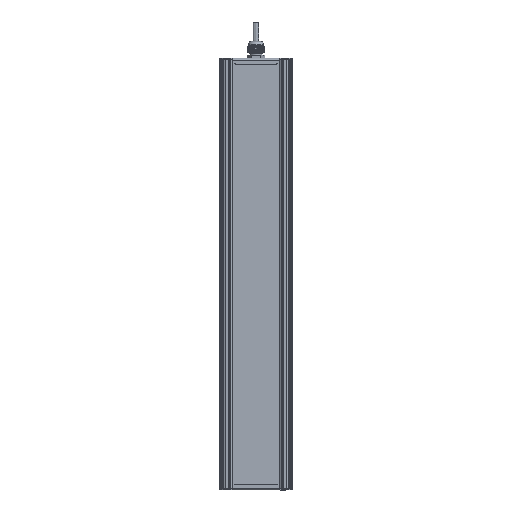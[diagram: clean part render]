
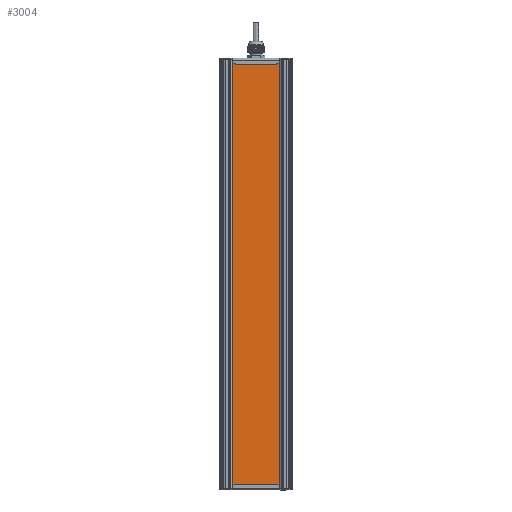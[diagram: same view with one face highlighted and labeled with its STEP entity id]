
A CAD part, front view. The second image highlights one B-rep face of the part: STEP entity #3004.
In plain terms, the highlighted face is planar.
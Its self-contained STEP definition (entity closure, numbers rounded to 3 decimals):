
#3004=ADVANCED_FACE('',(#12000),#12002,.T.);
#12000=FACE_BOUND('',#12001,.T.);
#12001=EDGE_LOOP('',(#37768,#37769,#37770,#37771));
#12002=PLANE('',#12003);
#12003=AXIS2_PLACEMENT_3D('',#12004,#12005,#12006);
#12004=CARTESIAN_POINT('',(120.465,593.492,117.308));
#12005=DIRECTION('',(0.,0.,-1.));
#12006=DIRECTION('',(0.,1.,0.));
#37768=ORIENTED_EDGE('',*,*,#43664,.T.);
#37769=ORIENTED_EDGE('',*,*,#43666,.F.);
#37770=ORIENTED_EDGE('',*,*,#43667,.F.);
#37771=ORIENTED_EDGE('',*,*,#43668,.T.);
#43664=EDGE_CURVE('',#48947,#48945,#48948,.T.);
#43666=EDGE_CURVE('',#48950,#48945,#48951,.T.);
#43667=EDGE_CURVE('',#48952,#48950,#48953,.T.);
#43668=EDGE_CURVE('',#48952,#48947,#48954,.T.);
#48945=VERTEX_POINT('',#67183);
#48947=VERTEX_POINT('',#67187);
#48948=LINE('',#67188,#67189);
#48950=VERTEX_POINT('',#67194);
#48951=LINE('',#67195,#67196);
#48952=VERTEX_POINT('',#67198);
#48953=LINE('',#67199,#67200);
#48954=LINE('',#67202,#67203);
#67183=CARTESIAN_POINT('',(599.465,679.838,117.308));
#67187=CARTESIAN_POINT('',(-62.535,679.838,117.308));
#67188=CARTESIAN_POINT('',(-62.535,679.838,117.308));
#67189=VECTOR('',#67190,1.);
#67190=DIRECTION('',(1.,0.,0.));
#67194=CARTESIAN_POINT('',(599.465,593.492,117.308));
#67195=CARTESIAN_POINT('',(599.465,593.492,117.308));
#67196=VECTOR('',#67197,1.);
#67197=DIRECTION('',(0.,1.,0.));
#67198=CARTESIAN_POINT('',(-62.535,593.492,117.308));
#67199=CARTESIAN_POINT('',(-62.535,593.492,117.308));
#67200=VECTOR('',#67201,1.);
#67201=DIRECTION('',(1.,0.,0.));
#67202=CARTESIAN_POINT('',(-62.535,593.492,117.308));
#67203=VECTOR('',#67204,1.);
#67204=DIRECTION('',(0.,1.,0.));
